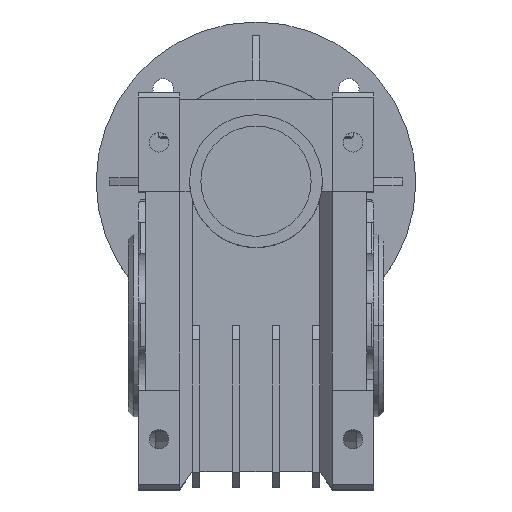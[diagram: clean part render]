
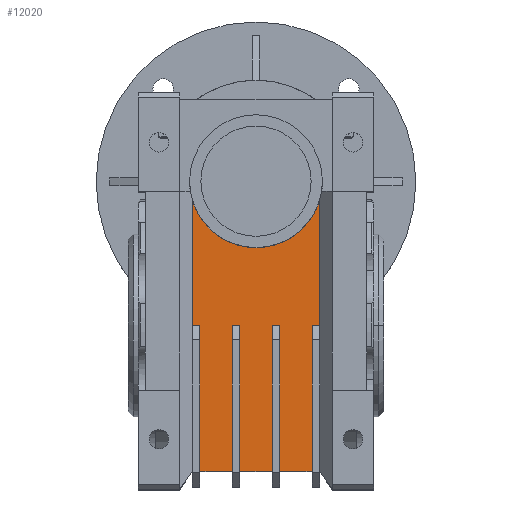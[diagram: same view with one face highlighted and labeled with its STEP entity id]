
A CAD part, top view. The second image highlights one B-rep face of the part: STEP entity #12020.
In plain terms, the highlighted face is planar.
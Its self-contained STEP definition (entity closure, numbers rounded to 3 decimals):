
#3167 = CARTESIAN_POINT ( 'NONE',  ( 27.898, 54.77, -64. ) ) ;
#3211 = DIRECTION ( 'NONE',  ( -1., 0., 0. ) ) ;
#3212 = DIRECTION ( 'NONE',  ( 0., 0., -1. ) ) ;
#3219 = AXIS2_PLACEMENT_3D ( 'NONE', #3222, #3212, #3211 ) ;
#3220 = CIRCLE ( 'NONE', #3219, 29.087 ) ;
#3222 = CARTESIAN_POINT ( 'NONE',  ( 0., 63., -64. ) ) ;
#3223 = CARTESIAN_POINT ( 'NONE',  ( -27.898, 54.77, -64. ) ) ;
#3303 = CARTESIAN_POINT ( 'NONE',  ( -7.066, -64., -64. ) ) ;
#3304 = CARTESIAN_POINT ( 'NONE',  ( 7.066, -64., -64. ) ) ;
#3318 = CARTESIAN_POINT ( 'NONE',  ( 27.898, 0., -64. ) ) ;
#3334 = LINE ( 'NONE', #3400, #3399 ) ;
#3345 = CARTESIAN_POINT ( 'NONE',  ( -10.416, 0., -64. ) ) ;
#3346 = LINE ( 'NONE', #3393, #3392 ) ;
#3348 = VECTOR ( 'NONE', #3358, 1000. ) ;
#3349 = CARTESIAN_POINT ( 'NONE',  ( 7.066, 0., -64. ) ) ;
#3350 = DIRECTION ( 'NONE',  ( 0., 1., 0. ) ) ;
#3351 = VECTOR ( 'NONE', #3350, 1000. ) ;
#3352 = CARTESIAN_POINT ( 'NONE',  ( -24.548, -71., -64. ) ) ;
#3353 = LINE ( 'NONE', #3352, #3351 ) ;
#3354 = LINE ( 'NONE', #3359, #3348 ) ;
#3358 = DIRECTION ( 'NONE',  ( 1., 0., 0. ) ) ;
#3359 = CARTESIAN_POINT ( 'NONE',  ( 27.898, 0., -64. ) ) ;
#3368 = CARTESIAN_POINT ( 'NONE',  ( -10.416, -64., -64. ) ) ;
#3369 = CARTESIAN_POINT ( 'NONE',  ( 10.416, -64., -64. ) ) ;
#3370 = DIRECTION ( 'NONE',  ( 0., 1., 0. ) ) ;
#3371 = VECTOR ( 'NONE', #3370, 1000. ) ;
#3373 = CARTESIAN_POINT ( 'NONE',  ( -7.066, 0., -64. ) ) ;
#3374 = DIRECTION ( 'NONE',  ( 1., 0., 0. ) ) ;
#3375 = VECTOR ( 'NONE', #3374, 1000. ) ;
#3376 = CARTESIAN_POINT ( 'NONE',  ( 27.898, 0., -64. ) ) ;
#3377 = LINE ( 'NONE', #3376, #3375 ) ;
#3378 = CARTESIAN_POINT ( 'NONE',  ( -24.548, -64., -64. ) ) ;
#3379 = CARTESIAN_POINT ( 'NONE',  ( -24.548, 0., -64. ) ) ;
#3380 = CARTESIAN_POINT ( 'NONE',  ( -10.416, -71., -64. ) ) ;
#3381 = LINE ( 'NONE', #3380, #3371 ) ;
#3382 = DIRECTION ( 'NONE',  ( 0., 1., 0. ) ) ;
#3383 = VECTOR ( 'NONE', #3382, 1000. ) ;
#3384 = CARTESIAN_POINT ( 'NONE',  ( -7.066, -71., -64. ) ) ;
#3385 = LINE ( 'NONE', #3384, #3383 ) ;
#3386 = CARTESIAN_POINT ( 'NONE',  ( -24.548, -64., -64. ) ) ;
#3387 = LINE ( 'NONE', #3386, #3439 ) ;
#3388 = DIRECTION ( 'NONE',  ( 1., 0., 0. ) ) ;
#3389 = DIRECTION ( 'NONE',  ( 0., 0., 1. ) ) ;
#3390 = CARTESIAN_POINT ( 'NONE',  ( 27.898, -72., -64. ) ) ;
#3391 = DIRECTION ( 'NONE',  ( 0., 1., 0. ) ) ;
#3392 = VECTOR ( 'NONE', #3391, 1000. ) ;
#3393 = CARTESIAN_POINT ( 'NONE',  ( 27.898, -72., -64. ) ) ;
#3394 = AXIS2_PLACEMENT_3D ( 'NONE', #3390, #3389, #3388 ) ;
#3397 = PLANE ( 'NONE',  #3394 ) ;
#3398 = DIRECTION ( 'NONE',  ( 0., 1., 0. ) ) ;
#3399 = VECTOR ( 'NONE', #3398, 1000. ) ;
#3400 = CARTESIAN_POINT ( 'NONE',  ( -27.898, -72., -64. ) ) ;
#3401 = FACE_OUTER_BOUND ( 'NONE', #12045, .T. ) ;
#3406 = DIRECTION ( 'NONE',  ( 1., 0., 0. ) ) ;
#3408 = VECTOR ( 'NONE', #3406, 1000. ) ;
#3409 = CARTESIAN_POINT ( 'NONE',  ( -7.066, -64., -64. ) ) ;
#3410 = LINE ( 'NONE', #3409, #3408 ) ;
#3433 = CARTESIAN_POINT ( 'NONE',  ( -27.898, 0., -64. ) ) ;
#3438 = DIRECTION ( 'NONE',  ( 1., 0., 0. ) ) ;
#3439 = VECTOR ( 'NONE', #3438, 1000. ) ;
#3470 = CARTESIAN_POINT ( 'NONE',  ( 24.548, -64., -64. ) ) ;
#3476 = DIRECTION ( 'NONE',  ( 1., 0., 0. ) ) ;
#3477 = VECTOR ( 'NONE', #3476, 1000. ) ;
#3478 = CARTESIAN_POINT ( 'NONE',  ( 27.898, 0., -64. ) ) ;
#3479 = LINE ( 'NONE', #3478, #3477 ) ;
#3508 = DIRECTION ( 'NONE',  ( 1., 0., 0. ) ) ;
#3509 = VECTOR ( 'NONE', #3508, 1000. ) ;
#3510 = CARTESIAN_POINT ( 'NONE',  ( 10.416, -64., -64. ) ) ;
#3511 = LINE ( 'NONE', #3510, #3509 ) ;
#3515 = DIRECTION ( 'NONE',  ( 0., 1., 0. ) ) ;
#3516 = VECTOR ( 'NONE', #3515, 1000. ) ;
#3517 = CARTESIAN_POINT ( 'NONE',  ( 7.066, -71., -64. ) ) ;
#3518 = CARTESIAN_POINT ( 'NONE',  ( 10.416, 0., -64. ) ) ;
#3520 = DIRECTION ( 'NONE',  ( 0., 1., 0. ) ) ;
#3521 = VECTOR ( 'NONE', #3520, 1000. ) ;
#3522 = CARTESIAN_POINT ( 'NONE',  ( 24.548, -71., -64. ) ) ;
#3523 = LINE ( 'NONE', #3522, #3521 ) ;
#3525 = DIRECTION ( 'NONE',  ( 1., 0., 0. ) ) ;
#3526 = VECTOR ( 'NONE', #3525, 1000. ) ;
#3527 = CARTESIAN_POINT ( 'NONE',  ( 27.898, 0., -64. ) ) ;
#3528 = LINE ( 'NONE', #3527, #3526 ) ;
#3530 = CARTESIAN_POINT ( 'NONE',  ( 24.548, 0., -64. ) ) ;
#3534 = LINE ( 'NONE', #3517, #3516 ) ;
#3565 = DIRECTION ( 'NONE',  ( 0., 1., 0. ) ) ;
#3566 = VECTOR ( 'NONE', #3565, 1000. ) ;
#3567 = CARTESIAN_POINT ( 'NONE',  ( 10.416, -71., -64. ) ) ;
#3568 = LINE ( 'NONE', #3567, #3566 ) ;
#11908 = VERTEX_POINT ( 'NONE', #3167 ) ;
#11930 = VERTEX_POINT ( 'NONE', #3223 ) ;
#11934 = EDGE_CURVE ( 'NONE', #11908, #11930, #3220, .T. ) ;
#11976 = VERTEX_POINT ( 'NONE', #3303 ) ;
#11980 = VERTEX_POINT ( 'NONE', #3304 ) ;
#12007 = EDGE_CURVE ( 'NONE', #12027, #12026, #3353, .T. ) ;
#12008 = ORIENTED_EDGE ( 'NONE', *, *, #11934, .F. ) ;
#12009 = ORIENTED_EDGE ( 'NONE', *, *, #12007, .T. ) ;
#12010 = EDGE_CURVE ( 'NONE', #12042, #12026, #3354, .T. ) ;
#12011 = ORIENTED_EDGE ( 'NONE', *, *, #12091, .F. ) ;
#12012 = VERTEX_POINT ( 'NONE', #3318 ) ;
#12013 = EDGE_CURVE ( 'NONE', #12042, #11930, #3334, .T. ) ;
#12014 = EDGE_CURVE ( 'NONE', #12012, #11908, #3346, .T. ) ;
#12015 = VERTEX_POINT ( 'NONE', #3349 ) ;
#12016 = ORIENTED_EDGE ( 'NONE', *, *, #12013, .T. ) ;
#12017 = ORIENTED_EDGE ( 'NONE', *, *, #12085, .F. ) ;
#12018 = ORIENTED_EDGE ( 'NONE', *, *, #12014, .F. ) ;
#12019 = ORIENTED_EDGE ( 'NONE', *, *, #12088, .F. ) ;
#12020 = ADVANCED_FACE ( 'NONE', ( #3401 ), #3397, .F. ) ;
#12021 = VERTEX_POINT ( 'NONE', #3345 ) ;
#12022 = ORIENTED_EDGE ( 'NONE', *, *, #12023, .T. ) ;
#12023 = EDGE_CURVE ( 'NONE', #11976, #12037, #3385, .T. ) ;
#12024 = ORIENTED_EDGE ( 'NONE', *, *, #12032, .F. ) ;
#12025 = EDGE_CURVE ( 'NONE', #12021, #12037, #3377, .T. ) ;
#12026 = VERTEX_POINT ( 'NONE', #3379 ) ;
#12027 = VERTEX_POINT ( 'NONE', #3378 ) ;
#12028 = ORIENTED_EDGE ( 'NONE', *, *, #12025, .F. ) ;
#12029 = EDGE_CURVE ( 'NONE', #12034, #12021, #3381, .T. ) ;
#12030 = ORIENTED_EDGE ( 'NONE', *, *, #12010, .F. ) ;
#12031 = ORIENTED_EDGE ( 'NONE', *, *, #12029, .F. ) ;
#12032 = EDGE_CURVE ( 'NONE', #12027, #12034, #3387, .T. ) ;
#12033 = VERTEX_POINT ( 'NONE', #3369 ) ;
#12034 = VERTEX_POINT ( 'NONE', #3368 ) ;
#12037 = VERTEX_POINT ( 'NONE', #3373 ) ;
#12039 = ORIENTED_EDGE ( 'NONE', *, *, #12047, .F. ) ;
#12042 = VERTEX_POINT ( 'NONE', #3433 ) ;
#12045 = EDGE_LOOP ( 'NONE', ( #12039, #12022, #12028, #12031, #12024, #12009, #12030, #12016, #12008, #12018, #12017, #12019, #12011, #12072, #12093, #12077 ) ) ;
#12047 = EDGE_CURVE ( 'NONE', #11976, #11980, #3410, .T. ) ;
#12048 = VERTEX_POINT ( 'NONE', #3470 ) ;
#12072 = ORIENTED_EDGE ( 'NONE', *, *, #12094, .T. ) ;
#12073 = EDGE_CURVE ( 'NONE', #12015, #12090, #3479, .T. ) ;
#12077 = ORIENTED_EDGE ( 'NONE', *, *, #12089, .F. ) ;
#12085 = EDGE_CURVE ( 'NONE', #12086, #12012, #3528, .T. ) ;
#12086 = VERTEX_POINT ( 'NONE', #3530 ) ;
#12088 = EDGE_CURVE ( 'NONE', #12048, #12086, #3523, .T. ) ;
#12089 = EDGE_CURVE ( 'NONE', #11980, #12015, #3534, .T. ) ;
#12090 = VERTEX_POINT ( 'NONE', #3518 ) ;
#12091 = EDGE_CURVE ( 'NONE', #12033, #12048, #3511, .T. ) ;
#12093 = ORIENTED_EDGE ( 'NONE', *, *, #12073, .F. ) ;
#12094 = EDGE_CURVE ( 'NONE', #12033, #12090, #3568, .T. ) ;
